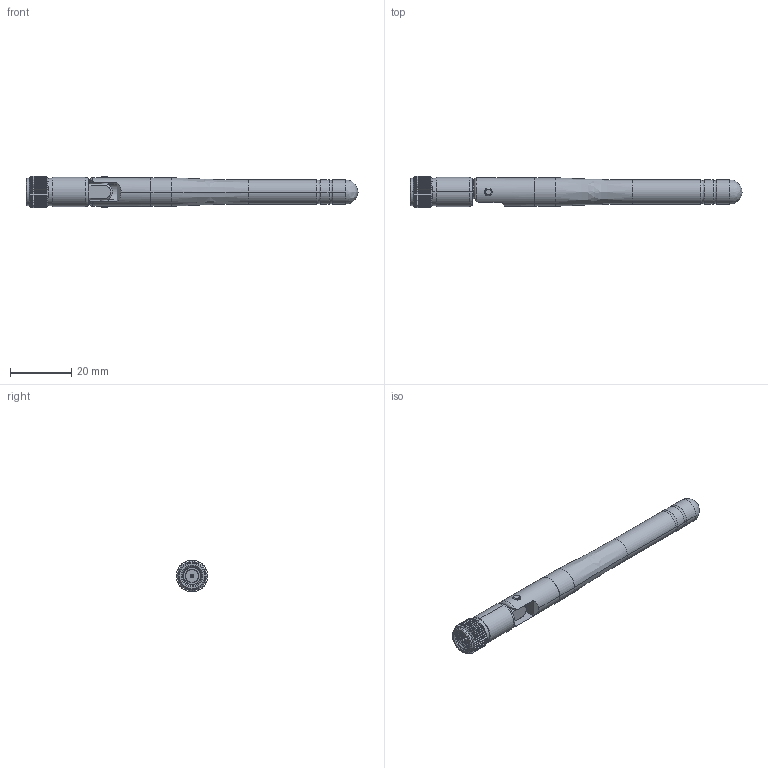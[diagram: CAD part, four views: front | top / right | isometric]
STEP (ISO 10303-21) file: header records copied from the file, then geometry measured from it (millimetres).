
FILE_DESCRIPTION (( 'STEP AP214' ), '1' );
FILE_NAME ('FM51084_3D.step', '2023-01-17T20:50:48', ( '' ), ( '' ), 'SwSTEP 2.0', 'SolidWorks 2022', '' );
FILE_SCHEMA (( 'AUTOMOTIVE_DESIGN' ));
Length unit declared in the file: inch
Products named in the file (3): FM51083; FM51083_SWIVEL; FM51084_3D
Assembly tree (2 placements, depth 2):
  FM51084_3D
    FM51083
    FM51083_SWIVEL
Bounding box: 108.15 x 10.23 x 10.23 mm (x, y, z)
Volume: 6002.9 mm3; surface area: 3727.1 mm2
Topology: 2 solids, 2 shells, 246 faces, 648 edges, 412 vertices
Faces by surface type: plane 120, cylinder 90, cone 21, bspline 13, torus 2
Entity records: 9243 total; most frequent: CARTESIAN_POINT 3407, ORIENTED_EDGE 1292, DIRECTION 1089, EDGE_CURVE 646, AXIS2_PLACEMENT_3D 419, VERTEX_POINT 412, EDGE_LOOP 258, VECTOR 251
